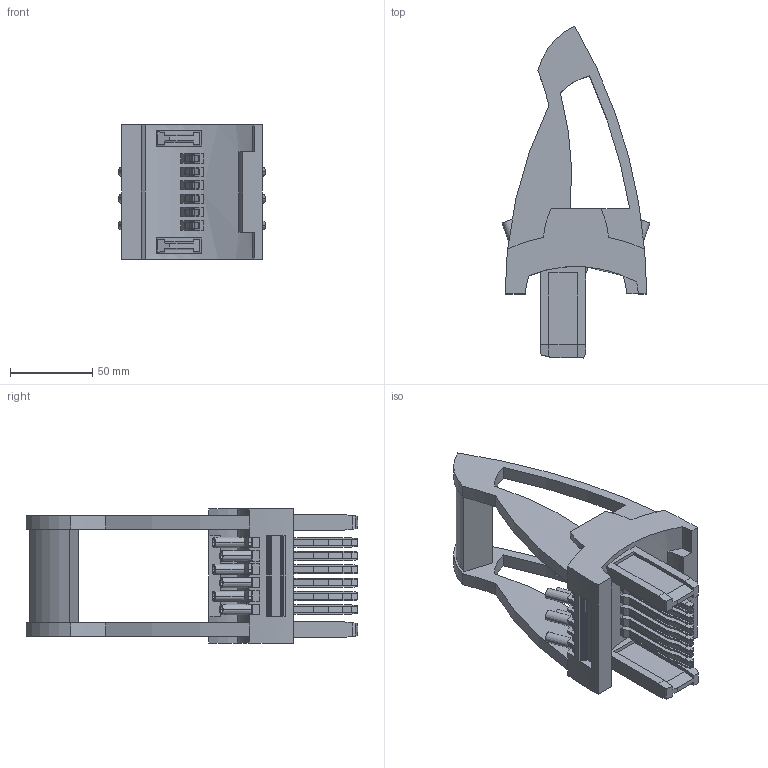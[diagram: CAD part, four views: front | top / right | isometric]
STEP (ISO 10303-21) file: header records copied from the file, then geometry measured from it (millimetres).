
FILE_DESCRIPTION(('SolidDesigner STEP Export'),'2;1');
FILE_NAME('3069241_FTP_5_1-select.stp','2014-06-03T11:35:33',(''),(''),'Creo Elements/Direct Modeling STEP processor for AP214 (Solid Model)','Creo Elements/Direct Modeling 18.1B 29-Sep-2012 (C) Parametric Technology GmbH','');
FILE_SCHEMA(('AUTOMOTIVE_DESIGN { 1 0 10303 214 1 1 1 1 }'));
Length unit declared in the file: millimetre
Products named in the file (2): 3069241_FTP_5_1-select
Assembly tree (1 placements, depth 2):
  3069241_FTP_5_1-select
    3069241_FTP_5_1-select
Bounding box: 89.89 x 201.74 x 81.5 mm (x, y, z)
Volume: 313277.7 mm3; surface area: 88081.2 mm2
Topology: 1 solids, 1 shells, 808 faces, 2306 edges, 1536 vertices
Faces by surface type: plane 629, cylinder 155, cone 24
Entity records: 43010 total; most frequent: CARTESIAN_POINT 15903, ORIENTED_EDGE 4612, DIRECTION 3854, EDGE_CURVE 2306, VECTOR 1642, LINE 1642, VERTEX_POINT 1536, AXIS2_PLACEMENT_3D 1106
